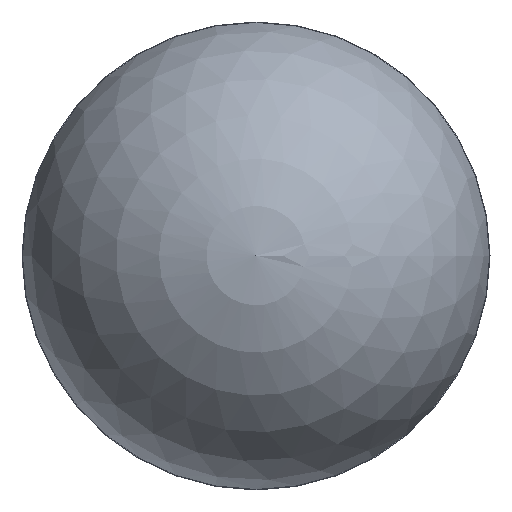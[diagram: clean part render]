
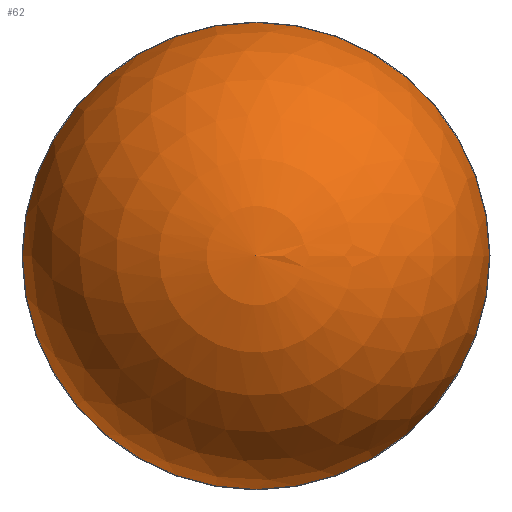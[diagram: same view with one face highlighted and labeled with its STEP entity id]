
A CAD part, top view. The second image highlights one B-rep face of the part: STEP entity #62.
In plain terms, the highlighted spherical face has radius 30 mm.
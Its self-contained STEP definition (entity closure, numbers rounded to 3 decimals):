
#62 = ADVANCED_FACE( '', ( #131 ), #132, .T. );
#131 = FACE_OUTER_BOUND( '', #194, .T. );
#132 = SPHERICAL_SURFACE( '', #195, 30. );
#194 = EDGE_LOOP( '', ( #275 ) );
#195 = AXIS2_PLACEMENT_3D( '', #276, #277, #278 );
#275 = ORIENTED_EDGE( '', *, *, #302, .F. );
#276 = CARTESIAN_POINT( '', ( 0., 0., 28. ) );
#277 = DIRECTION( '', ( 0., 0., 1. ) );
#278 = DIRECTION( '', ( 1., 0., 0. ) );
#302 = EDGE_CURVE( '', #337, #337, #338, .F. );
#337 = VERTEX_POINT( '', #377 );
#338 = CIRCLE( '', #378, 29.919 );
#377 = CARTESIAN_POINT( '', ( 29.919, 0., 30.205 ) );
#378 = AXIS2_PLACEMENT_3D( '', #417, #418, #419 );
#417 = CARTESIAN_POINT( '', ( 0., 0., 30.205 ) );
#418 = DIRECTION( '', ( 0., 0., 1. ) );
#419 = DIRECTION( '', ( 1., 0., 0. ) );
